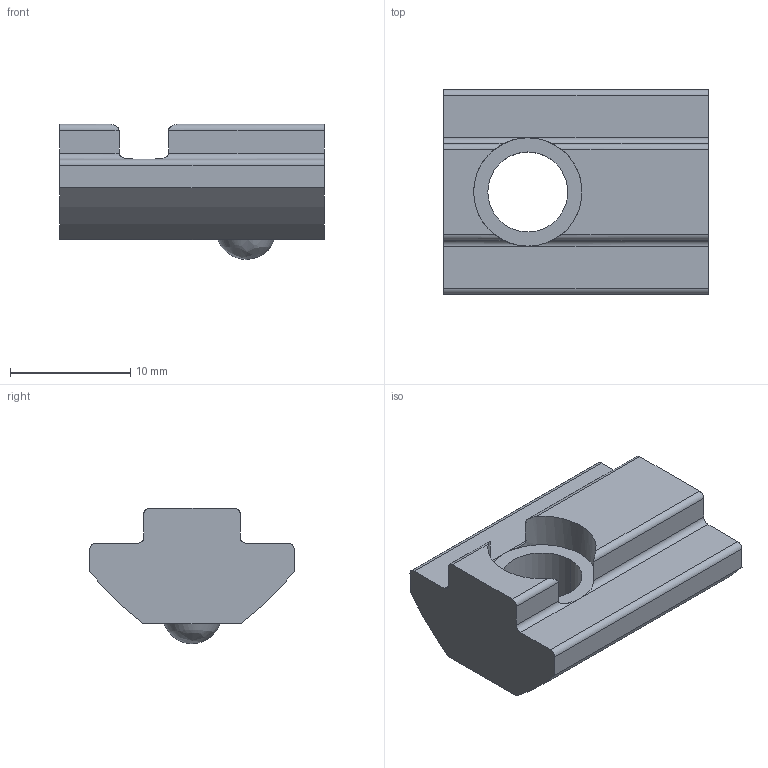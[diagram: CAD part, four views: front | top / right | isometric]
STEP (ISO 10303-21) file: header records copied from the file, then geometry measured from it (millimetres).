
FILE_DESCRIPTION (( 'STEP AP203' ), '1' );
FILE_NAME ('282300312_c_1.STEP', '2023-04-28T04:53:22', ( '' ), ( '' ), 'SwSTEP 2.0', 'SolidWorks 2014', '' );
FILE_SCHEMA (( 'CONFIG_CONTROL_DESIGN' ));
Length unit declared in the file: millimetre
Products named in the file (1): 282300312_c_1
Bounding box: 22 x 17 x 11.25 mm (x, y, z)
Volume: 2228.7 mm3; surface area: 1383.2 mm2
Topology: 1 solids, 1 shells, 32 faces, 83 edges, 54 vertices
Faces by surface type: cylinder 17, plane 14, bspline 1
Entity records: 1209 total; most frequent: CARTESIAN_POINT 341, ORIENTED_EDGE 166, DIRECTION 163, EDGE_CURVE 83, AXIS2_PLACEMENT_3D 58, VERTEX_POINT 54, LINE 47, VECTOR 47
